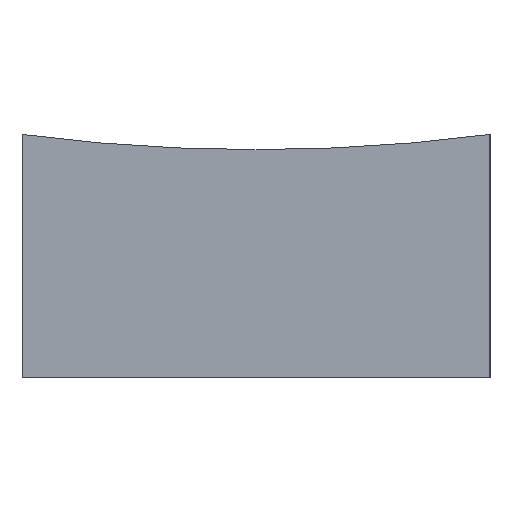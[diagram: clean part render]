
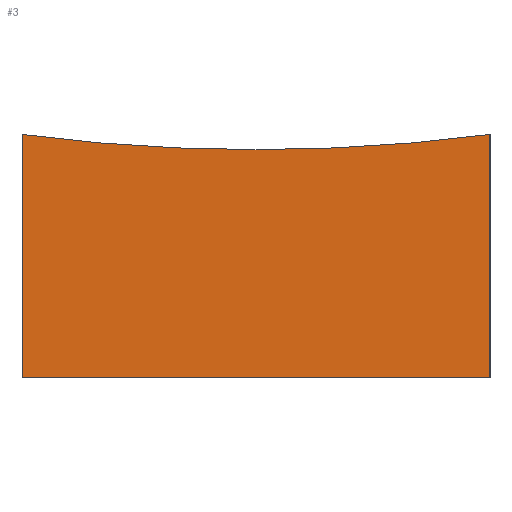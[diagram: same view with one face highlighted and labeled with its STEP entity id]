
A CAD part, left-side view. The second image highlights one B-rep face of the part: STEP entity #3.
In plain terms, the highlighted planar face has unit normal (-1, 0, 0).
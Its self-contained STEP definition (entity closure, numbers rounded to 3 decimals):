
#3 = ADVANCED_FACE ( 'NONE', ( #204 ), #224, .F. ) ;
#13 = ORIENTED_EDGE ( 'NONE', *, *, #17, .T. ) ;
#14 = ORIENTED_EDGE ( 'NONE', *, *, #240, .F. ) ;
#15 = CARTESIAN_POINT ( 'NONE',  ( -25., 0., 12.175 ) ) ;
#17 = EDGE_CURVE ( 'NONE', #110, #50, #98, .T. ) ;
#21 = CARTESIAN_POINT ( 'NONE',  ( -25., 12.5, 15. ) ) ;
#22 = VECTOR ( 'NONE', #140, 1000. ) ;
#24 = AXIS2_PLACEMENT_3D ( 'NONE', #176, #155, #118 ) ;
#30 = DIRECTION ( 'NONE',  ( 0., 1., 0. ) ) ;
#33 = ORIENTED_EDGE ( 'NONE', *, *, #109, .T. ) ;
#47 = VERTEX_POINT ( 'NONE', #15 ) ;
#50 = VERTEX_POINT ( 'NONE', #93 ) ;
#54 = DIRECTION ( 'NONE',  ( 0., -1., 0. ) ) ;
#60 = EDGE_CURVE ( 'NONE', #47, #205, #182, .T. ) ;
#67 = VECTOR ( 'NONE', #195, 1000. ) ;
#76 = CARTESIAN_POINT ( 'NONE',  ( -25., 12.5, 12.986 ) ) ;
#82 = DIRECTION ( 'NONE',  ( 1., 0., 0. ) ) ;
#90 = EDGE_CURVE ( 'NONE', #145, #47, #231, .T. ) ;
#93 = CARTESIAN_POINT ( 'NONE',  ( -25., -12.5, 0. ) ) ;
#98 = LINE ( 'NONE', #173, #235 ) ;
#108 = ORIENTED_EDGE ( 'NONE', *, *, #90, .F. ) ;
#109 = EDGE_CURVE ( 'NONE', #145, #110, #233, .T. ) ;
#110 = VERTEX_POINT ( 'NONE', #248 ) ;
#115 = ORIENTED_EDGE ( 'NONE', *, *, #60, .F. ) ;
#118 = DIRECTION ( 'NONE',  ( 0., 1., 0. ) ) ;
#119 = DIRECTION ( 'NONE',  ( 0., 1., 0. ) ) ;
#122 = LINE ( 'NONE', #184, #22 ) ;
#128 = EDGE_LOOP ( 'NONE', ( #108, #33, #13, #14, #115 ) ) ;
#140 = DIRECTION ( 'NONE',  ( 0., 0., -1. ) ) ;
#145 = VERTEX_POINT ( 'NONE', #76 ) ;
#155 = DIRECTION ( 'NONE',  ( -1., 0., 0. ) ) ;
#173 = CARTESIAN_POINT ( 'NONE',  ( -25., 12.5, 0. ) ) ;
#176 = CARTESIAN_POINT ( 'NONE',  ( -25., 0., 109. ) ) ;
#182 = CIRCLE ( 'NONE', #24, 96.825 ) ;
#184 = CARTESIAN_POINT ( 'NONE',  ( -25., -12.5, 15. ) ) ;
#186 = CARTESIAN_POINT ( 'NONE',  ( -25., 12.5, 15. ) ) ;
#188 = AXIS2_PLACEMENT_3D ( 'NONE', #196, #213, #119 ) ;
#195 = DIRECTION ( 'NONE',  ( 0., 0., -1. ) ) ;
#196 = CARTESIAN_POINT ( 'NONE',  ( -25., 0., 109. ) ) ;
#203 = AXIS2_PLACEMENT_3D ( 'NONE', #186, #82, #30 ) ;
#204 = FACE_OUTER_BOUND ( 'NONE', #128, .T. ) ;
#205 = VERTEX_POINT ( 'NONE', #220 ) ;
#213 = DIRECTION ( 'NONE',  ( -1., 0., 0. ) ) ;
#220 = CARTESIAN_POINT ( 'NONE',  ( -25., -12.5, 12.986 ) ) ;
#224 = PLANE ( 'NONE',  #203 ) ;
#231 = CIRCLE ( 'NONE', #188, 96.825 ) ;
#233 = LINE ( 'NONE', #21, #67 ) ;
#235 = VECTOR ( 'NONE', #54, 1000. ) ;
#240 = EDGE_CURVE ( 'NONE', #205, #50, #122, .T. ) ;
#248 = CARTESIAN_POINT ( 'NONE',  ( -25., 12.5, 0. ) ) ;
